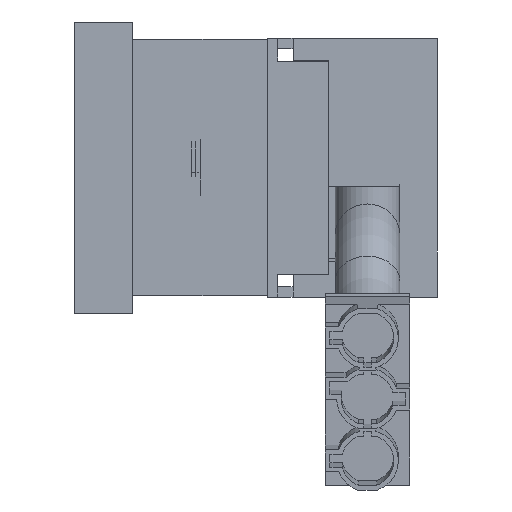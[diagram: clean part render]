
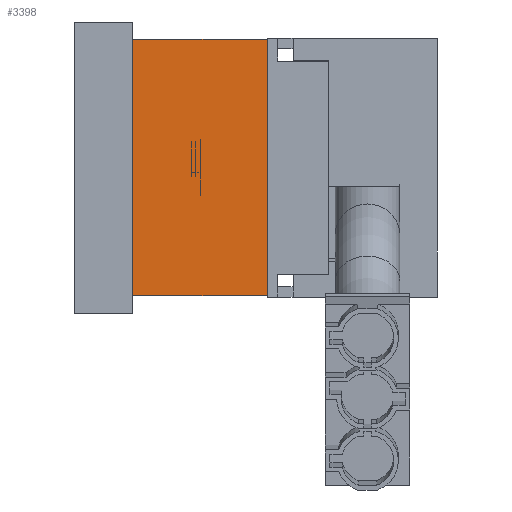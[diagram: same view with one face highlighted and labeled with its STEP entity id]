
A CAD part, left-side view. The second image highlights one B-rep face of the part: STEP entity #3398.
In plain terms, the highlighted face is planar.
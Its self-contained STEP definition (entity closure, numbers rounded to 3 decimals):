
#253 = DIRECTION ( 'NONE',  ( 0., 0., -1. ) ) ;
#470 = ORIENTED_EDGE ( 'NONE', *, *, #3916, .F. ) ;
#544 = DIRECTION ( 'NONE',  ( 0., -1., 0. ) ) ;
#891 = DIRECTION ( 'NONE',  ( 0., 1., 0. ) ) ;
#1124 = ORIENTED_EDGE ( 'NONE', *, *, #5612, .T. ) ;
#1421 = CARTESIAN_POINT ( 'NONE',  ( 19.8, -19.8, 29.75 ) ) ;
#1816 = LINE ( 'NONE', #4596, #5908 ) ;
#2170 = DIRECTION ( 'NONE',  ( -1., 0., 0. ) ) ;
#2233 = VECTOR ( 'NONE', #5581, 1000. ) ;
#2695 = PLANE ( 'NONE',  #4565 ) ;
#2775 = VERTEX_POINT ( 'NONE', #4935 ) ;
#2834 = DIRECTION ( 'NONE',  ( 0., 0., -1. ) ) ;
#2962 = EDGE_LOOP ( 'NONE', ( #3645, #8348, #470, #1124 ) ) ;
#3398 = ADVANCED_FACE ( 'NONE', ( #3414 ), #2695, .F. ) ;
#3414 = FACE_OUTER_BOUND ( 'NONE', #2962, .T. ) ;
#3555 = CARTESIAN_POINT ( 'NONE',  ( 19.8, -19.8, 29.75 ) ) ;
#3571 = CARTESIAN_POINT ( 'NONE',  ( 19.8, -19.8, 9. ) ) ;
#3617 = VECTOR ( 'NONE', #2834, 1000. ) ;
#3645 = ORIENTED_EDGE ( 'NONE', *, *, #4795, .T. ) ;
#3916 = EDGE_CURVE ( 'NONE', #5940, #2775, #8241, .T. ) ;
#4565 = AXIS2_PLACEMENT_3D ( 'NONE', #3555, #2170, #544 ) ;
#4596 = CARTESIAN_POINT ( 'NONE',  ( 19.8, 19.8, 29.75 ) ) ;
#4646 = CARTESIAN_POINT ( 'NONE',  ( 19.8, 19.8, 9. ) ) ;
#4795 = EDGE_CURVE ( 'NONE', #8252, #6842, #4825, .T. ) ;
#4825 = LINE ( 'NONE', #3571, #2233 ) ;
#4935 = CARTESIAN_POINT ( 'NONE',  ( 19.8, 19.8, 29.75 ) ) ;
#5137 = CARTESIAN_POINT ( 'NONE',  ( 19.8, -19.8, 29.75 ) ) ;
#5581 = DIRECTION ( 'NONE',  ( 0., 1., 0. ) ) ;
#5612 = EDGE_CURVE ( 'NONE', #5940, #8252, #8131, .T. ) ;
#5739 = EDGE_CURVE ( 'NONE', #2775, #6842, #1816, .T. ) ;
#5807 = CARTESIAN_POINT ( 'NONE',  ( 19.8, -19.8, 9. ) ) ;
#5908 = VECTOR ( 'NONE', #253, 1000. ) ;
#5940 = VERTEX_POINT ( 'NONE', #1421 ) ;
#6302 = VECTOR ( 'NONE', #891, 1000. ) ;
#6842 = VERTEX_POINT ( 'NONE', #4646 ) ;
#8131 = LINE ( 'NONE', #5137, #3617 ) ;
#8241 = LINE ( 'NONE', #8851, #6302 ) ;
#8252 = VERTEX_POINT ( 'NONE', #5807 ) ;
#8348 = ORIENTED_EDGE ( 'NONE', *, *, #5739, .F. ) ;
#8851 = CARTESIAN_POINT ( 'NONE',  ( 19.8, -19.8, 29.75 ) ) ;
